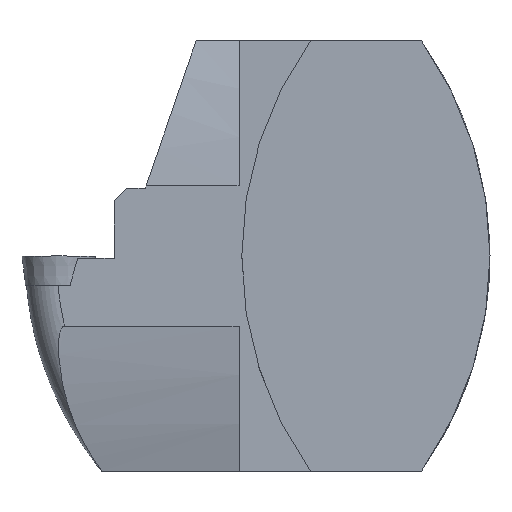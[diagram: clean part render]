
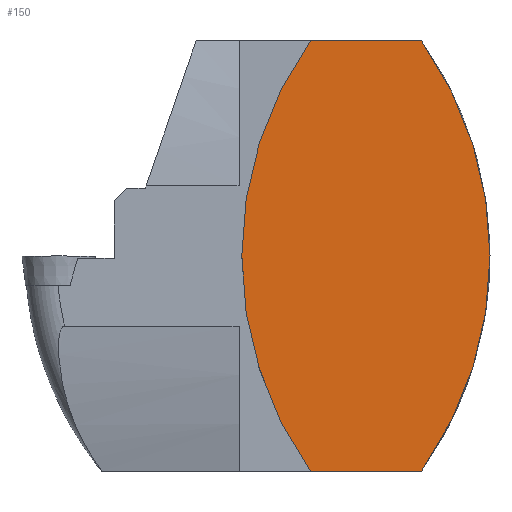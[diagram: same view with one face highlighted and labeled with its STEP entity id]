
A CAD part, top view. The second image highlights one B-rep face of the part: STEP entity #150.
In plain terms, the highlighted planar face has unit normal (0, 0, 1).
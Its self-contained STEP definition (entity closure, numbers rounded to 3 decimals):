
#150=ADVANCED_FACE('',(#205),#185,.T.);
#185=PLANE('',#746);
#205=FACE_OUTER_BOUND('',#229,.T.);
#229=EDGE_LOOP('',(#405,#406,#407,#408,#409,#410));
#308=LINE('',#1121,#350);
#309=LINE('',#1125,#351);
#310=LINE('',#1127,#352);
#311=LINE('',#1131,#353);
#350=VECTOR('',#853,1.);
#351=VECTOR('',#858,1.);
#352=VECTOR('',#859,1.);
#353=VECTOR('',#862,1.);
#405=ORIENTED_EDGE('',*,*,#614,.T.);
#406=ORIENTED_EDGE('',*,*,#615,.F.);
#407=ORIENTED_EDGE('',*,*,#616,.T.);
#408=ORIENTED_EDGE('',*,*,#617,.T.);
#409=ORIENTED_EDGE('',*,*,#618,.T.);
#410=ORIENTED_EDGE('',*,*,#613,.T.);
#550=VERTEX_POINT('',#1111);
#554=VERTEX_POINT('',#1120);
#555=VERTEX_POINT('',#1124);
#556=VERTEX_POINT('',#1126);
#557=VERTEX_POINT('',#1128);
#558=VERTEX_POINT('',#1130);
#613=EDGE_CURVE('',#550,#554,#308,.T.);
#614=EDGE_CURVE('',#554,#555,#658,.T.);
#615=EDGE_CURVE('',#556,#555,#309,.T.);
#616=EDGE_CURVE('',#556,#557,#310,.T.);
#617=EDGE_CURVE('',#557,#558,#659,.T.);
#618=EDGE_CURVE('',#558,#550,#311,.T.);
#658=CIRCLE('',#744,60.25);
#659=CIRCLE('',#745,60.25);
#744=AXIS2_PLACEMENT_3D('',#1123,#856,#857);
#745=AXIS2_PLACEMENT_3D('',#1129,#860,#861);
#746=AXIS2_PLACEMENT_3D('',#1132,#863,#864);
#853=DIRECTION('',(-1.,0.,0.));
#856=DIRECTION('',(0.,0.,1.));
#857=DIRECTION('',(-1.,0.,0.));
#858=DIRECTION('',(-1.,0.,0.));
#859=DIRECTION('',(0.574,0.819,0.));
#860=DIRECTION('',(0.,0.,1.));
#861=DIRECTION('',(-1.,0.,0.));
#862=DIRECTION('',(-0.574,0.819,0.));
#863=DIRECTION('',(0.,0.,1.));
#864=DIRECTION('',(-1.,0.,0.));
#1111=CARTESIAN_POINT('',(8.894,35.,0.5));
#1120=CARTESIAN_POINT('',(-9.041,35.,0.5));
#1121=CARTESIAN_POINT('',(20.25,35.,0.5));
#1123=CARTESIAN_POINT('',(40.,0.,0.5));
#1124=CARTESIAN_POINT('',(-9.041,-35.,0.5));
#1125=CARTESIAN_POINT('',(20.25,-35.,0.5));
#1126=CARTESIAN_POINT('',(8.894,-35.,0.5));
#1127=CARTESIAN_POINT('',(45.52,17.306,0.5));
#1128=CARTESIAN_POINT('',(9.204,-34.558,0.5));
#1129=CARTESIAN_POINT('',(-40.15,0.,0.5));
#1130=CARTESIAN_POINT('',(9.204,34.558,0.5));
#1131=CARTESIAN_POINT('',(12.63,29.665,0.5));
#1132=CARTESIAN_POINT('',(20.25,35.,0.5));
